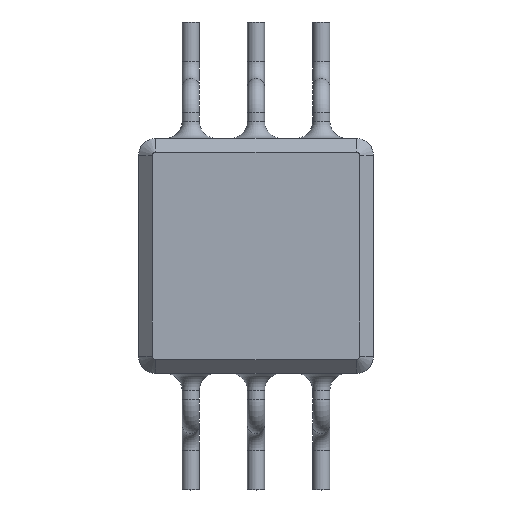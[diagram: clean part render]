
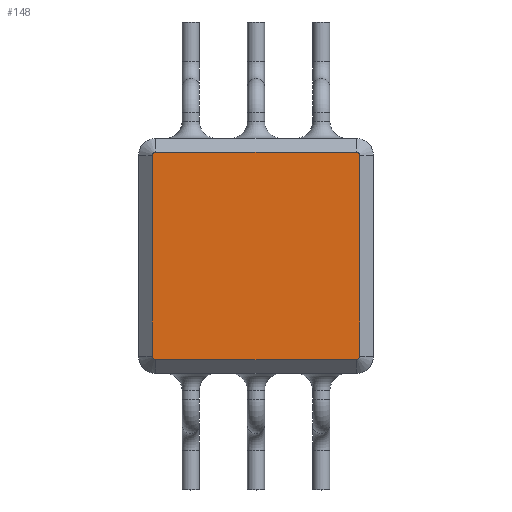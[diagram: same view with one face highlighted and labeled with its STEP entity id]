
A CAD part, top view. The second image highlights one B-rep face of the part: STEP entity #148.
In plain terms, the highlighted planar face has unit normal (0, 0, 1).
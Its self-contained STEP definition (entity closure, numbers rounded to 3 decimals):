
#148=ADVANCED_FACE('',(#752),#754,.T.);
#752=FACE_BOUND('',#753,.T.);
#753=EDGE_LOOP('',(#1258,#1259,#1260,#1261,#1262,#1263,#1264,#1265));
#754=PLANE('',#755);
#755=AXIS2_PLACEMENT_3D('',#756,#757,#758);
#756=CARTESIAN_POINT('',(0.,0.,6.6));
#757=DIRECTION('',(0.,0.,1.));
#758=DIRECTION('',(1.,0.,0.));
#1258=ORIENTED_EDGE('',*,*,#1502,.T.);
#1259=ORIENTED_EDGE('',*,*,#1503,.F.);
#1260=ORIENTED_EDGE('',*,*,#1504,.T.);
#1261=ORIENTED_EDGE('',*,*,#1505,.F.);
#1262=ORIENTED_EDGE('',*,*,#1506,.T.);
#1263=ORIENTED_EDGE('',*,*,#1507,.F.);
#1264=ORIENTED_EDGE('',*,*,#1508,.T.);
#1265=ORIENTED_EDGE('',*,*,#1509,.F.);
#1502=EDGE_CURVE('',#1652,#1653,#1654,.T.);
#1503=EDGE_CURVE('',#1655,#1653,#1656,.F.);
#1504=EDGE_CURVE('',#1655,#1657,#1658,.T.);
#1505=EDGE_CURVE('',#1659,#1657,#1660,.F.);
#1506=EDGE_CURVE('',#1659,#1661,#1662,.T.);
#1507=EDGE_CURVE('',#1663,#1661,#1664,.F.);
#1508=EDGE_CURVE('',#1663,#1665,#1666,.T.);
#1509=EDGE_CURVE('',#1652,#1665,#1667,.F.);
#1652=VERTEX_POINT('',#1940);
#1653=VERTEX_POINT('',#1941);
#1654=LINE('',#1942,#1943);
#1655=VERTEX_POINT('',#1945);
#1656=CIRCLE('',#1946,0.2);
#1657=VERTEX_POINT('',#1950);
#1658=LINE('',#1951,#1952);
#1659=VERTEX_POINT('',#1954);
#1660=CIRCLE('',#1955,0.2);
#1661=VERTEX_POINT('',#1959);
#1662=LINE('',#1960,#1961);
#1663=VERTEX_POINT('',#1963);
#1664=CIRCLE('',#1964,0.2);
#1665=VERTEX_POINT('',#1968);
#1666=LINE('',#1969,#1970);
#1667=CIRCLE('',#1972,0.2);
#1940=CARTESIAN_POINT('',(12.7,12.9,6.6));
#1941=CARTESIAN_POINT('',(1.,12.9,6.6));
#1942=CARTESIAN_POINT('',(12.7,12.9,6.6));
#1943=VECTOR('',#1944,1.);
#1944=DIRECTION('',(-1.,0.,0.));
#1945=CARTESIAN_POINT('',(0.8,12.7,6.6));
#1946=AXIS2_PLACEMENT_3D('',#1947,#1948,#1949);
#1947=CARTESIAN_POINT('',(1.,12.7,6.6));
#1948=DIRECTION('',(0.,-0.,1.));
#1949=DIRECTION('',(0.,1.,0.));
#1950=CARTESIAN_POINT('',(0.8,1.,6.6));
#1951=CARTESIAN_POINT('',(0.8,12.7,6.6));
#1952=VECTOR('',#1953,1.);
#1953=DIRECTION('',(0.,-1.,0.));
#1954=CARTESIAN_POINT('',(1.,0.8,6.6));
#1955=AXIS2_PLACEMENT_3D('',#1956,#1957,#1958);
#1956=CARTESIAN_POINT('',(1.,1.,6.6));
#1957=DIRECTION('',(0.,-0.,1.));
#1958=DIRECTION('',(-1.,0.,0.));
#1959=CARTESIAN_POINT('',(12.7,0.8,6.6));
#1960=CARTESIAN_POINT('',(1.,0.8,6.6));
#1961=VECTOR('',#1962,1.);
#1962=DIRECTION('',(1.,0.,0.));
#1963=CARTESIAN_POINT('',(12.9,1.,6.6));
#1964=AXIS2_PLACEMENT_3D('',#1965,#1966,#1967);
#1965=CARTESIAN_POINT('',(12.7,1.,6.6));
#1966=DIRECTION('',(-0.,0.,1.));
#1967=DIRECTION('',(0.,-1.,0.));
#1968=CARTESIAN_POINT('',(12.9,12.7,6.6));
#1969=CARTESIAN_POINT('',(12.9,1.,6.6));
#1970=VECTOR('',#1971,1.);
#1971=DIRECTION('',(0.,1.,0.));
#1972=AXIS2_PLACEMENT_3D('',#1973,#1974,#1975);
#1973=CARTESIAN_POINT('',(12.7,12.7,6.6));
#1974=DIRECTION('',(0.,0.,1.));
#1975=DIRECTION('',(1.,0.,0.));
